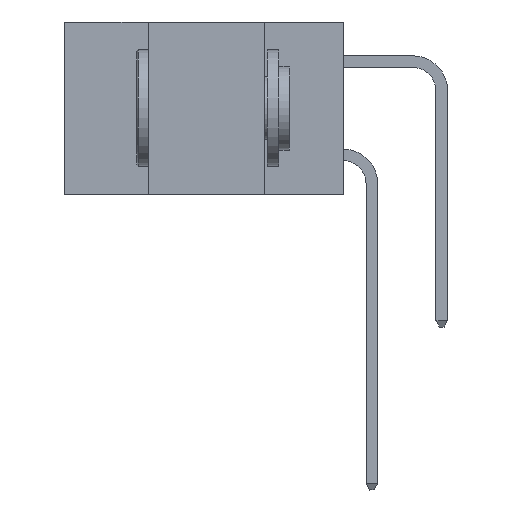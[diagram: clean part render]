
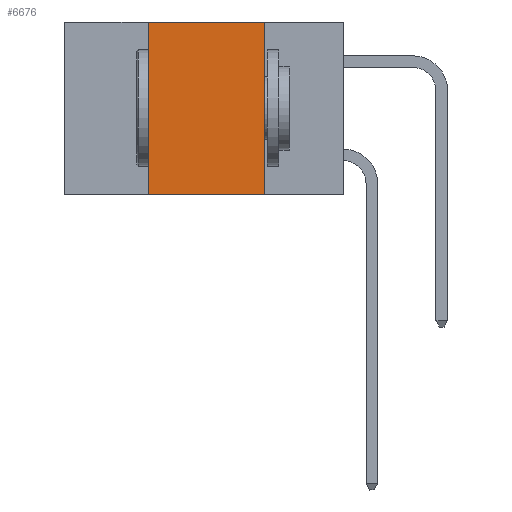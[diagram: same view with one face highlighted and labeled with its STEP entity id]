
A CAD part, left-side view. The second image highlights one B-rep face of the part: STEP entity #6676.
In plain terms, the highlighted planar face has unit normal (-1, 0, 0).
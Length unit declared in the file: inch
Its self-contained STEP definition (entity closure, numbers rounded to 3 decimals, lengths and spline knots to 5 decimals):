
#814 = FACE_OUTER_BOUND ( 'NONE', #8258, .T. ) ;
#1719 = CARTESIAN_POINT ( 'NONE',  ( 0., 0.6, -0.37 ) ) ;
#3422 = VERTEX_POINT ( 'NONE', #22787 ) ;
#3629 = ORIENTED_EDGE ( 'NONE', *, *, #18784, .F. ) ;
#5986 = VERTEX_POINT ( 'NONE', #23948 ) ;
#6676 = ADVANCED_FACE ( 'NONE', ( #814 ), #19474, .F. ) ;
#8048 = CARTESIAN_POINT ( 'NONE',  ( 0., 0.42, -0.37 ) ) ;
#8070 = VECTOR ( 'NONE', #13258, 39.37008 ) ;
#8205 = CARTESIAN_POINT ( 'NONE',  ( 0., 0.6, 0. ) ) ;
#8258 = EDGE_LOOP ( 'NONE', ( #3629, #15031, #28846, #12552 ) ) ;
#8799 = LINE ( 'NONE', #22172, #8070 ) ;
#9205 = VECTOR ( 'NONE', #23855, 39.37008 ) ;
#9694 = EDGE_CURVE ( 'NONE', #18350, #3422, #10614, .T. ) ;
#10501 = DIRECTION ( 'NONE',  ( 0., 0., -1. ) ) ;
#10614 = LINE ( 'NONE', #14957, #9205 ) ;
#12552 = ORIENTED_EDGE ( 'NONE', *, *, #17238, .T. ) ;
#13258 = DIRECTION ( 'NONE',  ( 0., -1., 0. ) ) ;
#14266 = VECTOR ( 'NONE', #22195, 39.37008 ) ;
#14957 = CARTESIAN_POINT ( 'NONE',  ( 0., 0.42, -0.37 ) ) ;
#15031 = ORIENTED_EDGE ( 'NONE', *, *, #21754, .F. ) ;
#15179 = AXIS2_PLACEMENT_3D ( 'NONE', #8205, #23910, #10501 ) ;
#16615 = CARTESIAN_POINT ( 'NONE',  ( 0., 0.17, -0.37 ) ) ;
#17238 = EDGE_CURVE ( 'NONE', #18350, #22899, #26777, .T. ) ;
#18075 = VECTOR ( 'NONE', #18922, 39.37008 ) ;
#18350 = VERTEX_POINT ( 'NONE', #8048 ) ;
#18784 = EDGE_CURVE ( 'NONE', #5986, #22899, #27679, .T. ) ;
#18922 = DIRECTION ( 'NONE',  ( 0., 0., -1. ) ) ;
#19474 = PLANE ( 'NONE',  #15179 ) ;
#21754 = EDGE_CURVE ( 'NONE', #3422, #5986, #8799, .T. ) ;
#22172 = CARTESIAN_POINT ( 'NONE',  ( 0., 0.6, 0. ) ) ;
#22195 = DIRECTION ( 'NONE',  ( 0., -1., 0. ) ) ;
#22787 = CARTESIAN_POINT ( 'NONE',  ( 0., 0.42, 0. ) ) ;
#22899 = VERTEX_POINT ( 'NONE', #24938 ) ;
#23855 = DIRECTION ( 'NONE',  ( 0., 0., 1. ) ) ;
#23910 = DIRECTION ( 'NONE',  ( 1., 0., 0. ) ) ;
#23948 = CARTESIAN_POINT ( 'NONE',  ( 0., 0.17, 0. ) ) ;
#24938 = CARTESIAN_POINT ( 'NONE',  ( 0., 0.17, -0.37 ) ) ;
#26777 = LINE ( 'NONE', #1719, #14266 ) ;
#27679 = LINE ( 'NONE', #16615, #18075 ) ;
#28846 = ORIENTED_EDGE ( 'NONE', *, *, #9694, .F. ) ;
